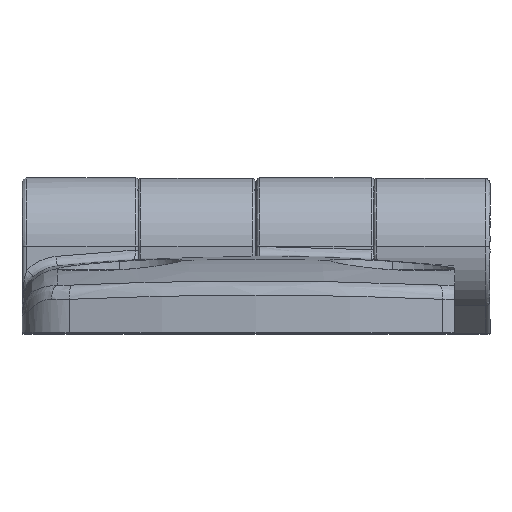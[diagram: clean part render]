
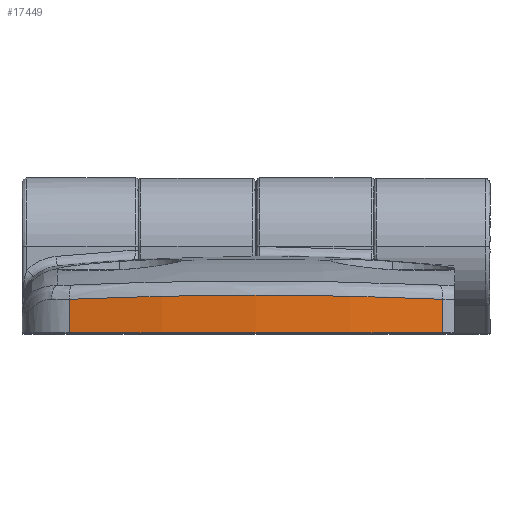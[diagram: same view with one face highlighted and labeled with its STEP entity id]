
A CAD part, top view. The second image highlights one B-rep face of the part: STEP entity #17449.
In plain terms, the highlighted cylindrical face has radius 100 mm (diameter 200 mm), a partial arc.
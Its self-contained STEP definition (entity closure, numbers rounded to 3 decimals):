
#158 = VERTEX_POINT ( 'NONE', #11395 ) ;
#438 = EDGE_CURVE ( 'NONE', #9671, #158, #12764, .T. ) ;
#782 = CARTESIAN_POINT ( 'NONE',  ( 11.634, 3.708, 35.072 ) ) ;
#1466 = ORIENTED_EDGE ( 'NONE', *, *, #438, .F. ) ;
#1589 = CARTESIAN_POINT ( 'NONE',  ( -9.522, 3.757, 35.296 ) ) ;
#2337 = DIRECTION ( 'NONE',  ( 0., -1., 0. ) ) ;
#2391 = CARTESIAN_POINT ( 'NONE',  ( 19.149, 3.44, 33.9 ) ) ;
#2468 = CARTESIAN_POINT ( 'NONE',  ( 10.307, 3.74, 35.218 ) ) ;
#2784 = VERTEX_POINT ( 'NONE', #19796 ) ;
#2961 = DIRECTION ( 'NONE',  ( 0., 1., 0. ) ) ;
#3498 = CARTESIAN_POINT ( 'NONE',  ( -19.149, 3.44, 33.9 ) ) ;
#4139 = CARTESIAN_POINT ( 'NONE',  ( 9.794, 3.751, 35.269 ) ) ;
#4248 = EDGE_LOOP ( 'NONE', ( #1466, #12931, #7717, #19072, #5708 ) ) ;
#4615 = CARTESIAN_POINT ( 'NONE',  ( 0., 0., -64.25 ) ) ;
#4723 = CARTESIAN_POINT ( 'NONE',  ( -9.399, 3.76, 35.307 ) ) ;
#4796 = CARTESIAN_POINT ( 'NONE',  ( -8.882, 3.77, 35.355 ) ) ;
#5020 = CARTESIAN_POINT ( 'NONE',  ( -1.614, 3.856, 35.75 ) ) ;
#5245 = CARTESIAN_POINT ( 'NONE',  ( -8.191, 3.783, 35.415 ) ) ;
#5708 = ORIENTED_EDGE ( 'NONE', *, *, #6864, .T. ) ;
#5840 = CARTESIAN_POINT ( 'NONE',  ( 9.637, 3.755, 35.285 ) ) ;
#6327 = DIRECTION ( 'NONE',  ( 0., 0., -1. ) ) ;
#6864 = EDGE_CURVE ( 'NONE', #16278, #158, #21000, .T. ) ;
#7103 = CARTESIAN_POINT ( 'NONE',  ( 19.149, 7.9, 33.899 ) ) ;
#7529 = CARTESIAN_POINT ( 'NONE',  ( 3.234, 3.856, 35.75 ) ) ;
#7640 = B_SPLINE_CURVE_WITH_KNOTS ( 'NONE', 3,
 ( #2391, #19222, #9135, #20945, #10852, #782, #12539, #2468, #14239, #4139, #15953, #5840, #17583, #7529, #19310 ),
 .UNSPECIFIED., .F., .F.,
 ( 4, 2, 2, 1, 1, 1, 2, 2, 4 ),
 ( 0., 0.25, 0.375, 0.438, 0.469, 0.484, 0.492, 0.5, 1. ),
 .UNSPECIFIED. ) ;
#7717 = ORIENTED_EDGE ( 'NONE', *, *, #8263, .T. ) ;
#8263 = EDGE_CURVE ( 'NONE', #16560, #2784, #12503, .T. ) ;
#8470 = CARTESIAN_POINT ( 'NONE',  ( -16.068, 3.581, 34.501 ) ) ;
#9135 = CARTESIAN_POINT ( 'NONE',  ( 16.045, 3.572, 34.468 ) ) ;
#9671 = VERTEX_POINT ( 'NONE', #14756 ) ;
#9847 = CIRCLE ( 'NONE', #19814, 100. ) ;
#10852 = CARTESIAN_POINT ( 'NONE',  ( 12.85, 3.675, 34.924 ) ) ;
#11123 = CARTESIAN_POINT ( 'NONE',  ( 19.149, 0., 33.899 ) ) ;
#11395 = CARTESIAN_POINT ( 'NONE',  ( -19.149, 3.44, 33.9 ) ) ;
#11803 = CARTESIAN_POINT ( 'NONE',  ( -3.22, 3.847, 35.711 ) ) ;
#11877 = CARTESIAN_POINT ( 'NONE',  ( -12.871, 3.686, 34.974 ) ) ;
#12338 = AXIS2_PLACEMENT_3D ( 'NONE', #20813, #2337, #14180 ) ;
#12503 = LINE ( 'NONE', #7103, #21447 ) ;
#12539 = CARTESIAN_POINT ( 'NONE',  ( 11.024, 3.723, 35.142 ) ) ;
#12764 = LINE ( 'NONE', #20728, #19358 ) ;
#12931 = ORIENTED_EDGE ( 'NONE', *, *, #17597, .F. ) ;
#14102 = DIRECTION ( 'NONE',  ( 0., 1., 0. ) ) ;
#14180 = DIRECTION ( 'NONE',  ( 0., 0., -1. ) ) ;
#14203 = EDGE_CURVE ( 'NONE', #2784, #16278, #7640, .T. ) ;
#14239 = CARTESIAN_POINT ( 'NONE',  ( 9.948, 3.748, 35.254 ) ) ;
#14756 = CARTESIAN_POINT ( 'NONE',  ( -19.149, 0., 33.899 ) ) ;
#15426 = CARTESIAN_POINT ( 'NONE',  ( -6.807, 3.807, 35.524 ) ) ;
#15953 = CARTESIAN_POINT ( 'NONE',  ( 9.691, 3.753, 35.279 ) ) ;
#16278 = VERTEX_POINT ( 'NONE', #19646 ) ;
#16406 = DIRECTION ( 'NONE',  ( 0., -1., 0. ) ) ;
#16560 = VERTEX_POINT ( 'NONE', #11123 ) ;
#16590 = CARTESIAN_POINT ( 'NONE',  ( -9.226, 3.763, 35.324 ) ) ;
#16942 = CARTESIAN_POINT ( 'NONE',  ( 0., 3.856, 35.75 ) ) ;
#17449 = ADVANCED_FACE ( 'NONE', ( #18560 ), #18814, .T. ) ;
#17583 = CARTESIAN_POINT ( 'NONE',  ( 6.435, 3.822, 35.593 ) ) ;
#17597 = EDGE_CURVE ( 'NONE', #16560, #9671, #9847, .T. ) ;
#18178 = CARTESIAN_POINT ( 'NONE',  ( -9.545, 3.757, 35.293 ) ) ;
#18560 = FACE_OUTER_BOUND ( 'NONE', #4248, .T. ) ;
#18814 = CYLINDRICAL_SURFACE ( 'NONE', #12338, 100. ) ;
#19072 = ORIENTED_EDGE ( 'NONE', *, *, #14203, .T. ) ;
#19222 = CARTESIAN_POINT ( 'NONE',  ( 17.611, 3.51, 34.199 ) ) ;
#19310 = CARTESIAN_POINT ( 'NONE',  ( 0., 3.856, 35.75 ) ) ;
#19358 = VECTOR ( 'NONE', #14102, 1000. ) ;
#19646 = CARTESIAN_POINT ( 'NONE',  ( 0., 3.856, 35.75 ) ) ;
#19796 = CARTESIAN_POINT ( 'NONE',  ( 19.149, 3.44, 33.9 ) ) ;
#19814 = AXIS2_PLACEMENT_3D ( 'NONE', #4615, #16406, #6327 ) ;
#20426 = CARTESIAN_POINT ( 'NONE',  ( -5.614, 3.822, 35.596 ) ) ;
#20728 = CARTESIAN_POINT ( 'NONE',  ( -19.149, 16.02, 33.899 ) ) ;
#20813 = CARTESIAN_POINT ( 'NONE',  ( 0., 7.9, -64.25 ) ) ;
#20945 = CARTESIAN_POINT ( 'NONE',  ( 13.654, 3.651, 34.817 ) ) ;
#21000 = B_SPLINE_CURVE_WITH_KNOTS ( 'NONE', 3,
 ( #16942, #5020, #11803, #20426, #15426, #5245, #4796, #16590, #4723, #21722, #1589, #18178, #11877, #8470, #3498 ),
 .UNSPECIFIED., .F., .F.,
 ( 4, 2, 1, 1, 1, 1, 1, 2, 2, 4 ),
 ( 0., 0.25, 0.375, 0.437, 0.469, 0.484, 0.492, 0.496, 0.5, 1. ),
 .UNSPECIFIED. ) ;
#21447 = VECTOR ( 'NONE', #2961, 1000. ) ;
#21722 = CARTESIAN_POINT ( 'NONE',  ( -9.472, 3.758, 35.3 ) ) ;
